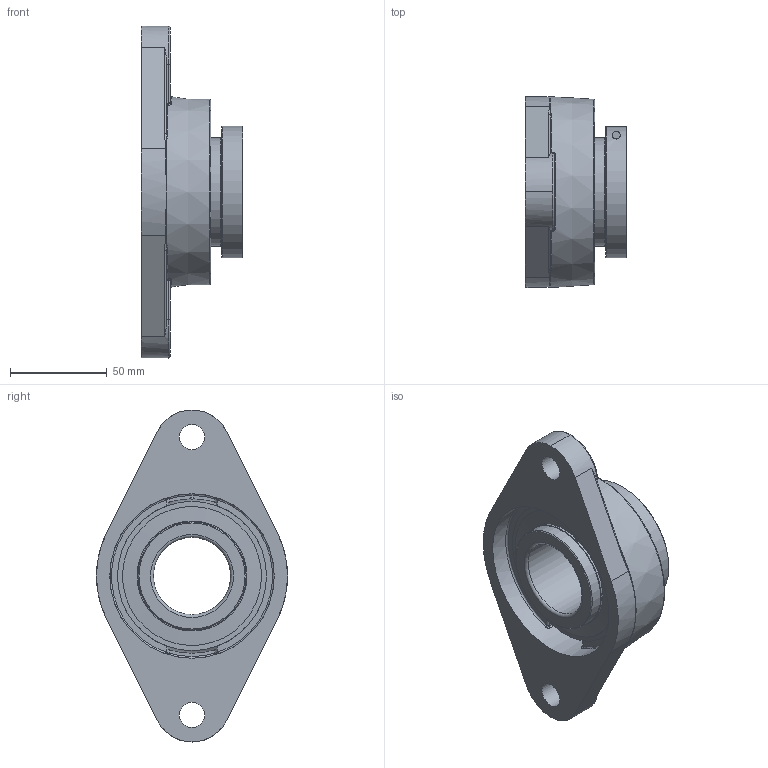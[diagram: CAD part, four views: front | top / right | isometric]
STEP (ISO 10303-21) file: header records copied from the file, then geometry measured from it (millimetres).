
FILE_DESCRIPTION(('HOOPS Exchange Step'),'2;1');
FILE_NAME('export-C343A2CD-3AC8-44BD-9B5A-379474C70F14.stp','2020-05-28T11:20:39-07:00',('dkerr'),('Alibre'),'HOOPS Exchange 2020.0','Alibre','Unknown authorisation');
FILE_SCHEMA( ('AP242_MANAGED_MODEL_BASED_3D_ENGINEERING_MIM_LF {1 0 10303 442 1 1 4 }') );
Length unit declared in the file: inch
Products named in the file (8): MRN SFTM L4L 208; MRN SUE 208 L4L (40mm) (Race); MRN SUE 208 L4L (Ball); MRN SUE 208 L4L (Lock Ring); MRN SUE 208 L4L (Shield); MRN SUE 208 L4L (Bolt); MRN SUE 208 L4L (40mm); MRN SUESFTM 208 L4L (40mm)
Assembly tree (8 placements, depth 3):
  MRN SUESFTM 208 L4L (40mm)
    MRN SFTM L4L 208
    MRN SUE 208 L4L (40mm)
      MRN SUE 208 L4L (40mm) (Race)
      MRN SUE 208 L4L (Ball)
      MRN SUE 208 L4L (Lock Ring)
      MRN SUE 208 L4L (Shield)  x2
      MRN SUE 208 L4L (Bolt)
Bounding box: 52.7 x 99 x 172 mm (x, y, z)
Volume: 228847.6 mm3; surface area: 85322.4 mm2
Topology: 16 solids, 16 shells, 244 faces, 677 edges, 442 vertices
Faces by surface type: plane 73, cylinder 63, bspline 34, cone 31, torus 27, sphere 16
Full cylindrical faces by diameter (mm): 4.134 x1, 4.137 x1, 5.8 x1, 8.5 x1, 13 x2, 40 x1, 56 x4, 57.016 x2, 68 x2, 72 x2, 83.195 x1, 85.195 x1, 88.22 x1
Entity records: 15109 total; most frequent: CARTESIAN_POINT 9072, ORIENTED_EDGE 1258, DIRECTION 1201, EDGE_CURVE 629, AXIS2_PLACEMENT_3D 507, VERTEX_POINT 428, CIRCLE 280, EDGE_LOOP 259
